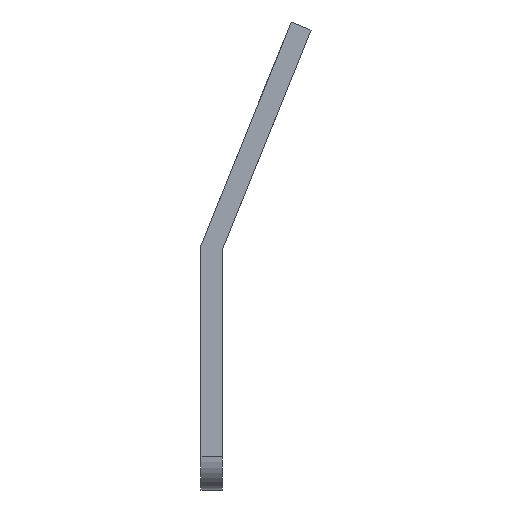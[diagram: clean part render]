
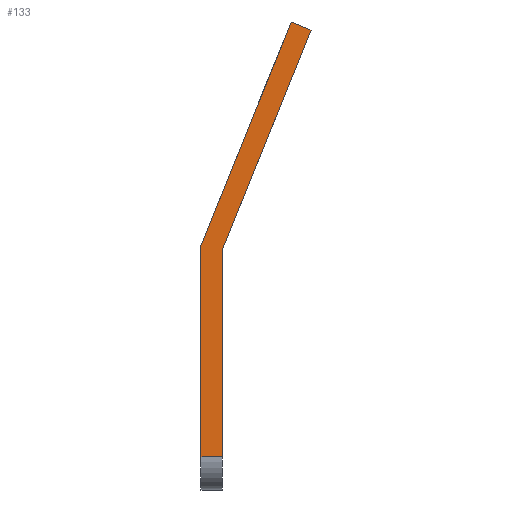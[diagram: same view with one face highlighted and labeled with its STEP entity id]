
A CAD part, left-side view. The second image highlights one B-rep face of the part: STEP entity #133.
In plain terms, the highlighted planar face has unit normal (-1, 0, 0).
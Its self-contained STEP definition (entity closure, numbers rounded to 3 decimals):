
#90=AXIS2_PLACEMENT_3D('Plane Axis2P3D',#87,#88,#89) ;
#36=CARTESIAN_POINT('Line Origine',(0.,3.315,5.125)) ;
#40=CARTESIAN_POINT('Vertex',(0.,3.315,9.)) ;
#42=CARTESIAN_POINT('Vertex',(0.,3.315,1.25)) ;
#87=CARTESIAN_POINT('Axis2P3D Location',(0.,0.,0.)) ;
#92=CARTESIAN_POINT('Line Origine',(0.,0.371,17.355)) ;
#96=CARTESIAN_POINT('Vertex',(0.,0.741,17.505)) ;
#98=CARTESIAN_POINT('Vertex',(0.,0.,17.206)) ;
#101=CARTESIAN_POINT('Line Origine',(0.,2.428,13.33)) ;
#105=CARTESIAN_POINT('Vertex',(0.,4.115,9.156)) ;
#108=CARTESIAN_POINT('Line Origine',(0.,4.115,5.203)) ;
#112=CARTESIAN_POINT('Vertex',(0.,4.115,1.25)) ;
#115=CARTESIAN_POINT('Line Origine',(0.,3.715,1.25)) ;
#120=CARTESIAN_POINT('Line Origine',(0.,1.657,13.103)) ;
#37=DIRECTION('Vector Direction',(0.,0.,-1.)) ;
#88=DIRECTION('Axis2P3D Direction',(1.,0.,0.)) ;
#89=DIRECTION('Axis2P3D XDirection',(0.,0.,-1.)) ;
#93=DIRECTION('Vector Direction',(0.,-0.927,-0.375)) ;
#102=DIRECTION('Vector Direction',(0.,-0.375,0.927)) ;
#109=DIRECTION('Vector Direction',(0.,0.,1.)) ;
#116=DIRECTION('Vector Direction',(0.,1.,0.)) ;
#121=DIRECTION('Vector Direction',(0.,0.375,-0.927)) ;
#38=VECTOR('Line Direction',#37,1.) ;
#94=VECTOR('Line Direction',#93,1.) ;
#103=VECTOR('Line Direction',#102,1.) ;
#110=VECTOR('Line Direction',#109,1.) ;
#117=VECTOR('Line Direction',#116,1.) ;
#122=VECTOR('Line Direction',#121,1.) ;
#126=ORIENTED_EDGE('',*,*,#100,.F.) ;
#127=ORIENTED_EDGE('',*,*,#107,.F.) ;
#128=ORIENTED_EDGE('',*,*,#114,.F.) ;
#129=ORIENTED_EDGE('',*,*,#119,.F.) ;
#130=ORIENTED_EDGE('',*,*,#44,.F.) ;
#131=ORIENTED_EDGE('',*,*,#124,.F.) ;
#133=ADVANCED_FACE('HI_QB 58/8/9/WI 0545300000',(#132),#91,.F.) ;
#44=EDGE_CURVE('',#41,#43,#39,.T.) ;
#100=EDGE_CURVE('',#97,#99,#95,.T.) ;
#107=EDGE_CURVE('',#106,#97,#104,.T.) ;
#114=EDGE_CURVE('',#113,#106,#111,.T.) ;
#119=EDGE_CURVE('',#43,#113,#118,.T.) ;
#124=EDGE_CURVE('',#99,#41,#123,.T.) ;
#125=EDGE_LOOP('',(#126,#127,#128,#129,#130,#131)) ;
#132=FACE_OUTER_BOUND('',#125,.T.) ;
#39=LINE('Line',#36,#38) ;
#95=LINE('Line',#92,#94) ;
#104=LINE('Line',#101,#103) ;
#111=LINE('Line',#108,#110) ;
#118=LINE('Line',#115,#117) ;
#123=LINE('Line',#120,#122) ;
#91=PLANE('',#90) ;
#41=VERTEX_POINT('',#40) ;
#43=VERTEX_POINT('',#42) ;
#97=VERTEX_POINT('',#96) ;
#99=VERTEX_POINT('',#98) ;
#106=VERTEX_POINT('',#105) ;
#113=VERTEX_POINT('',#112) ;
